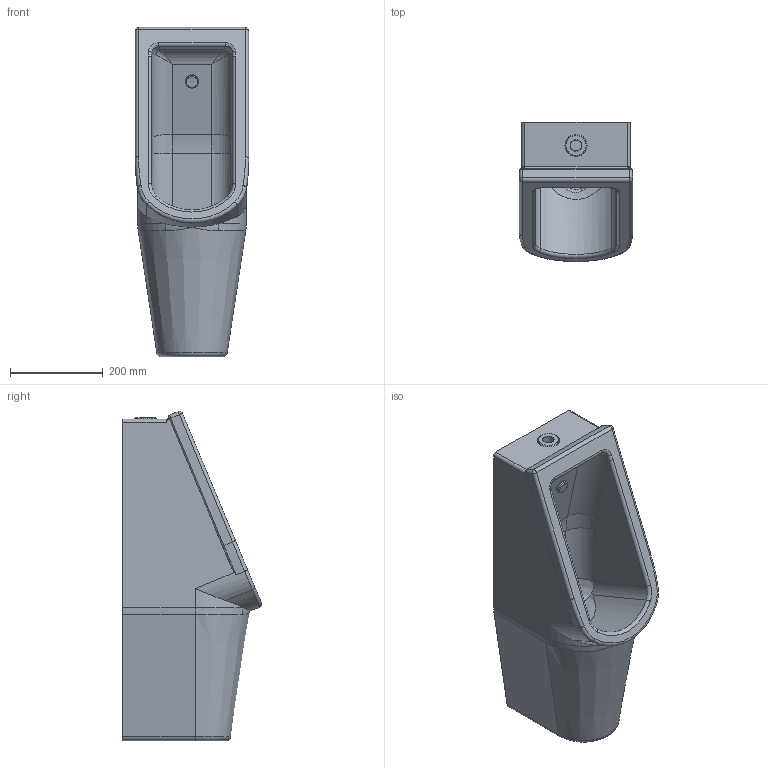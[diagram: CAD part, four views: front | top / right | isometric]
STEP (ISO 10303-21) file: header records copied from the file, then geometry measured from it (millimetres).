
FILE_DESCRIPTION((''),'2;1');
FILE_NAME('082625.stp','2007-10-20T22:01:52',('Huebner'),(''),'Autodesk Inventor 11','Autodesk Inventor 11','');
FILE_SCHEMA(('AUTOMOTIVE_DESIGN { 1 0 10303 214 1 1 1 1 }'));
Length unit declared in the file: millimetre
Products named in the file (4): 082625; 082625_Buchse; 082625_Stopfen
Assembly tree (3 placements, depth 2):
  082625
    082625
    082625_Buchse
    082625_Stopfen
Bounding box: 245 x 300.53 x 712 mm (x, y, z)
Volume: 14699763.6 mm3; surface area: 1035353.2 mm2
Topology: 3 solids, 4 shells, 167 faces, 399 edges, 236 vertices
Faces by surface type: cylinder 67, plane 45, bspline 33, torus 18, cone 2, sphere 2
Full cylindrical faces by diameter (mm): 21.886 x1, 23 x2, 24 x1, 28 x1, 35 x2, 61.802 x1
Entity records: 7423 total; most frequent: CARTESIAN_POINT 3675, DIRECTION 768, ORIENTED_EDGE 748, EDGE_CURVE 374, AXIS2_PLACEMENT_3D 317, VERTEX_POINT 233, EDGE_LOOP 193, FACE_OUTER_BOUND 167
